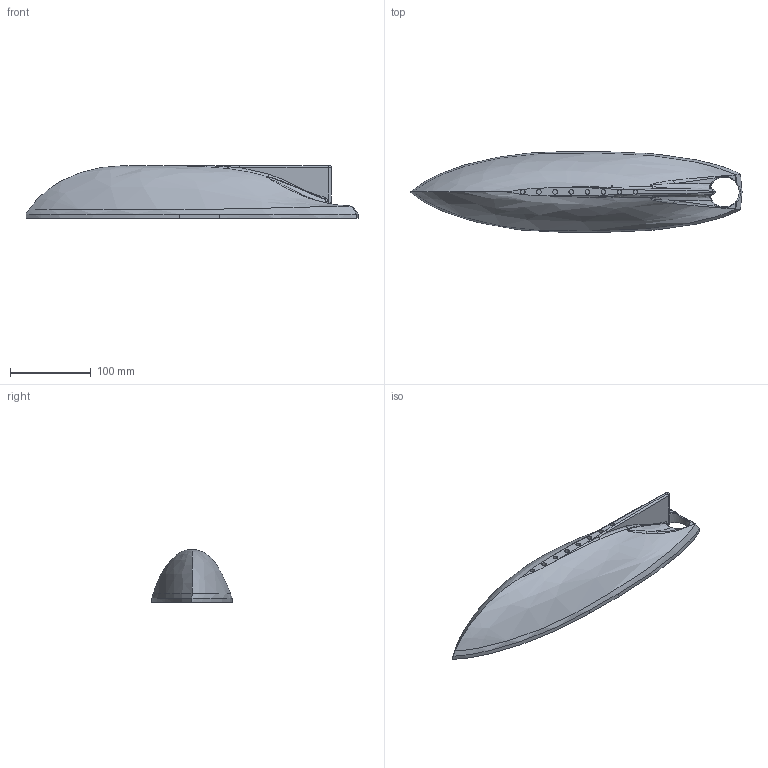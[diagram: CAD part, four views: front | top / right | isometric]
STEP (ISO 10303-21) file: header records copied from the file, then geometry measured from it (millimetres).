
FILE_DESCRIPTION (( 'STEP AP203' ), '1' );
FILE_NAME ('hull1_step2.STEP', '2024-07-10T19:15:54', ( '' ), ( '' ), 'SwSTEP 2.0', 'SolidWorks 2023', '' );
FILE_SCHEMA (( 'CONFIG_CONTROL_DESIGN' ));
Length unit declared in the file: millimetre
Products named in the file (1): hull1_step2
Bounding box: 412 x 100 x 65 mm (x, y, z)
Volume: 636722.3 mm3; surface area: 120055.5 mm2
Topology: 1 solids, 1 shells, 407 faces, 883 edges, 578 vertices
Faces by surface type: cylinder 219, plane 120, bspline 66, torus 2
Entity records: 30577 total; most frequent: CARTESIAN_POINT 21656, DIRECTION 1878, ORIENTED_EDGE 1766, EDGE_CURVE 883, AXIS2_PLACEMENT_3D 809, VERTEX_POINT 578, EDGE_LOOP 513, CIRCLE 467
